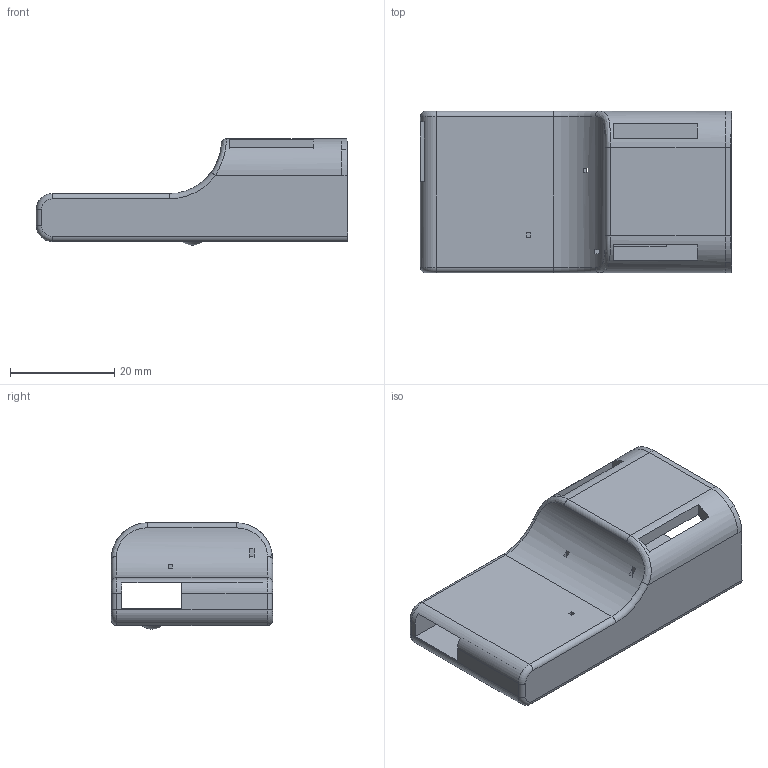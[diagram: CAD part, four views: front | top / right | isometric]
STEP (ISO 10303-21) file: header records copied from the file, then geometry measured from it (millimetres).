
FILE_DESCRIPTION(/* description */ (''),/* implementation_level */ '2;1');
FILE_NAME(/* name */ 'modbusWavinesp32.step',/* time_stamp */ '2022-09-19T20:08:06+02:00',/* author */ (''),/* organization */ (''),/* preprocessor_version */ 'ST-DEVELOPER v19',/* originating_system */ 'Autodesk Translation Framework v11.7.0.108',/* authorisation */ '');
FILE_SCHEMA (('AUTOMOTIVE_DESIGN { 1 0 10303 214 3 1 1 }'));
Length unit declared in the file: millimetre
Products named in the file (1): modbusWavinPCB
Bounding box: 59.59 x 30.88 x 20.37 mm (x, y, z)
Volume: 9446.7 mm3; surface area: 10252.7 mm2
Topology: 1 solids, 1 shells, 99 faces, 274 edges, 174 vertices
Faces by surface type: plane 63, cylinder 21, torus 7, bspline 7, sphere 1
Entity records: 3267 total; most frequent: CARTESIAN_POINT 664, ORIENTED_EDGE 546, DIRECTION 534, EDGE_CURVE 273, LINE 190, VECTOR 190, VERTEX_POINT 174, AXIS2_PLACEMENT_3D 172
